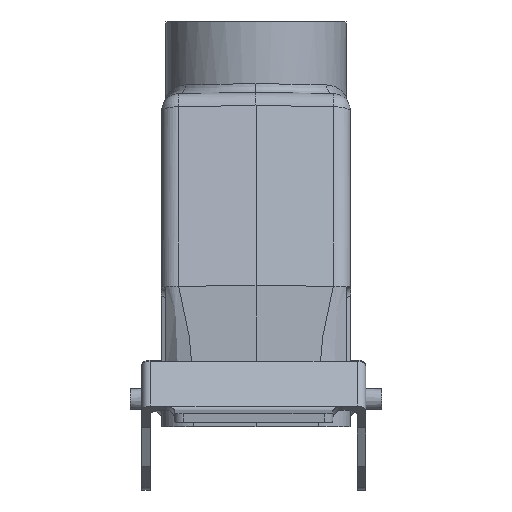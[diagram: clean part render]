
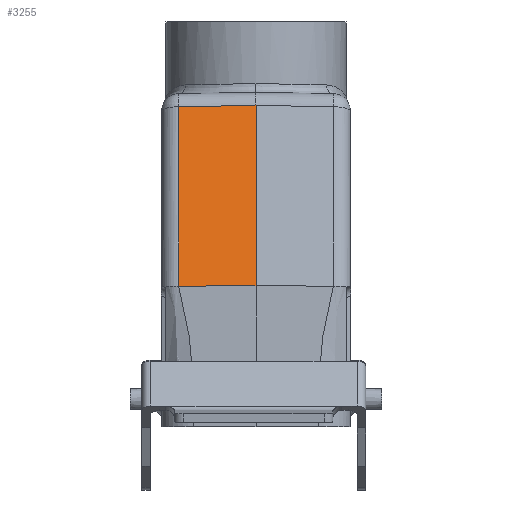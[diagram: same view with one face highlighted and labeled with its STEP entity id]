
A CAD part, left-side view. The second image highlights one B-rep face of the part: STEP entity #3255.
In plain terms, the highlighted planar face has unit normal (-0.966, 0.018, 0.259).
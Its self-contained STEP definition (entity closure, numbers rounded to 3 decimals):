
#3216=CARTESIAN_POINT('',(-45.0,0.0,22.85));
#3217=DIRECTION('',(-0.966,0.017,0.259));
#3218=DIRECTION('',(0.259,0.0,0.966));
#3219=AXIS2_PLACEMENT_3D('',#3216,#3217,#3218);
#3220=PLANE('',#3219);
#3221=CARTESIAN_POINT('',(-33.769,17.57,63.579));
#3222=VERTEX_POINT('',#3221);
#3223=CARTESIAN_POINT('',(-44.696,17.571,22.798));
#3224=VERTEX_POINT('',#3223);
#3225=CARTESIAN_POINT('',(-33.769,17.57,63.579));
#3226=DIRECTION('',(-0.259,0.0,-0.966));
#3227=VECTOR('',#3226,42.22);
#3228=LINE('',#3225,#3227);
#3229=EDGE_CURVE('',#3222,#3224,#3228,.T.);
#3230=ORIENTED_EDGE('',*,*,#3229,.T.);
#3231=CARTESIAN_POINT('',(-45.0,0.,22.85));
#3232=VERTEX_POINT('',#3231);
#3233=CARTESIAN_POINT('',(-44.696,17.571,22.798));
#3234=DIRECTION('',(-0.017,-1.,0.003));
#3235=VECTOR('',#3234,17.573);
#3236=LINE('',#3233,#3235);
#3237=EDGE_CURVE('',#3224,#3232,#3236,.T.);
#3238=ORIENTED_EDGE('',*,*,#3237,.T.);
#3239=CARTESIAN_POINT('',(-34.005,0.0,63.886));
#3240=VERTEX_POINT('',#3239);
#3241=CARTESIAN_POINT('',(-45.0,0.0,22.85));
#3242=DIRECTION('',(0.259,0.0,0.966));
#3243=VECTOR('',#3242,42.483);
#3244=LINE('',#3241,#3243);
#3245=EDGE_CURVE('',#3232,#3240,#3244,.T.);
#3246=ORIENTED_EDGE('',*,*,#3245,.T.);
#3247=CARTESIAN_POINT('',(-34.005,0.,63.886));
#3248=DIRECTION('',(0.013,1.,-0.017));
#3249=VECTOR('',#3248,17.574);
#3250=LINE('',#3247,#3249);
#3251=EDGE_CURVE('',#3240,#3222,#3250,.T.);
#3252=ORIENTED_EDGE('',*,*,#3251,.T.);
#3253=EDGE_LOOP('',(#3230,#3238,#3246,#3252));
#3254=FACE_OUTER_BOUND('',#3253,.T.);
#3255=ADVANCED_FACE('',(#3254),#3220,.T.);
